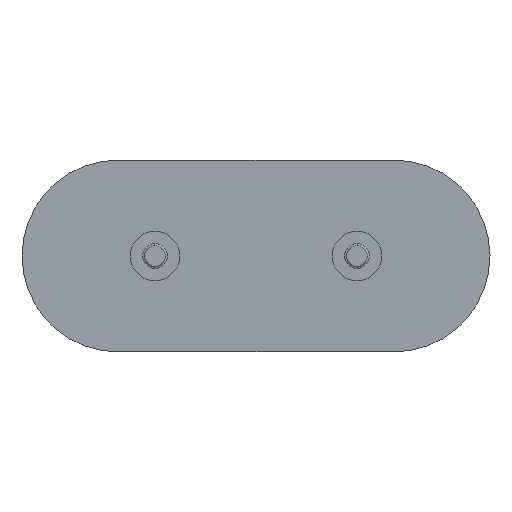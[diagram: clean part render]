
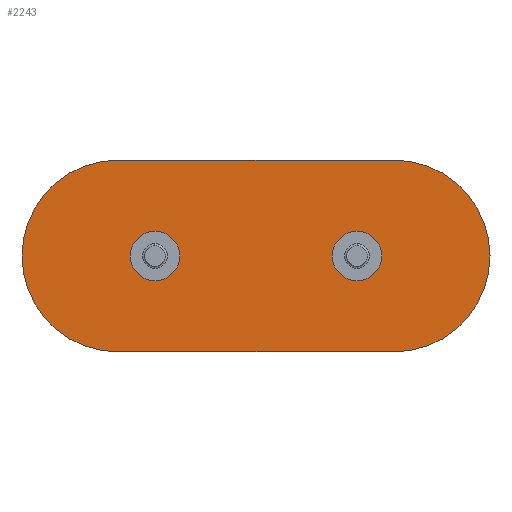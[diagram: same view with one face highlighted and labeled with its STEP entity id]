
A CAD part, front view. The second image highlights one B-rep face of the part: STEP entity #2243.
In plain terms, the highlighted planar face has unit normal (0, -1, 0).
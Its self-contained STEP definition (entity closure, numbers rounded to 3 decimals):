
#46 = ORIENTED_EDGE ( 'NONE', *, *, #1782, .F. ) ;
#224 = DIRECTION ( 'NONE',  ( 0., 0., -1. ) ) ;
#335 = CARTESIAN_POINT ( 'NONE',  ( 2.45, 0., 0.6 ) ) ;
#403 = DIRECTION ( 'NONE',  ( 0., -1., 0. ) ) ;
#558 = DIRECTION ( 'NONE',  ( 0., 0., -1. ) ) ;
#641 = EDGE_CURVE ( 'NONE', #5151, #3091, #7411, .T. ) ;
#755 = FACE_OUTER_BOUND ( 'NONE', #1786, .T. ) ;
#1048 = CARTESIAN_POINT ( 'NONE',  ( 3.35, 0., -2.325 ) ) ;
#1051 = CARTESIAN_POINT ( 'NONE',  ( -3.35, 0., 0. ) ) ;
#1296 = CIRCLE ( 'NONE', #2082, 2.325 ) ;
#1528 = CARTESIAN_POINT ( 'NONE',  ( -2.45, 0., 0. ) ) ;
#1535 = CARTESIAN_POINT ( 'NONE',  ( -3.35, 0., 0. ) ) ;
#1684 = CARTESIAN_POINT ( 'NONE',  ( 2.45, 0., 0. ) ) ;
#1710 = VERTEX_POINT ( 'NONE', #1048 ) ;
#1782 = EDGE_CURVE ( 'NONE', #7200, #4872, #2432, .T. ) ;
#1786 = EDGE_LOOP ( 'NONE', ( #46, #2328, #2118, #9278 ) ) ;
#2082 = AXIS2_PLACEMENT_3D ( 'NONE', #2092, #8813, #5099 ) ;
#2092 = CARTESIAN_POINT ( 'NONE',  ( 3.35, 0., 0. ) ) ;
#2118 = ORIENTED_EDGE ( 'NONE', *, *, #7867, .F. ) ;
#2191 = LINE ( 'NONE', #7410, #8561 ) ;
#2243 = ADVANCED_FACE ( 'NONE', ( #8038, #5820, #755 ), #8245, .T. ) ;
#2327 = DIRECTION ( 'NONE',  ( 1., 0., 0. ) ) ;
#2328 = ORIENTED_EDGE ( 'NONE', *, *, #3649, .F. ) ;
#2432 = CIRCLE ( 'NONE', #4757, 2.325 ) ;
#2621 = CARTESIAN_POINT ( 'NONE',  ( -3.35, 0., 2.325 ) ) ;
#2740 = CARTESIAN_POINT ( 'NONE',  ( -3.35, 0., -2.325 ) ) ;
#2819 = EDGE_CURVE ( 'NONE', #7599, #5959, #8989, .T. ) ;
#2940 = AXIS2_PLACEMENT_3D ( 'NONE', #1528, #9140, #6687 ) ;
#3091 = VERTEX_POINT ( 'NONE', #3986 ) ;
#3130 = CARTESIAN_POINT ( 'NONE',  ( -2.45, 0., -0.6 ) ) ;
#3325 = CARTESIAN_POINT ( 'NONE',  ( 3.35, 0., 2.325 ) ) ;
#3649 = EDGE_CURVE ( 'NONE', #1710, #7200, #2191, .T. ) ;
#3820 = VERTEX_POINT ( 'NONE', #3325 ) ;
#3986 = CARTESIAN_POINT ( 'NONE',  ( 2.45, 0., -0.6 ) ) ;
#4060 = DIRECTION ( 'NONE',  ( 0., 1., 0. ) ) ;
#4223 = AXIS2_PLACEMENT_3D ( 'NONE', #7780, #4741, #7728 ) ;
#4515 = DIRECTION ( 'NONE',  ( 0., -1., 0. ) ) ;
#4517 = LINE ( 'NONE', #5434, #8010 ) ;
#4741 = DIRECTION ( 'NONE',  ( 0., -1., 0. ) ) ;
#4757 = AXIS2_PLACEMENT_3D ( 'NONE', #1051, #4060, #7876 ) ;
#4872 = VERTEX_POINT ( 'NONE', #2621 ) ;
#5065 = AXIS2_PLACEMENT_3D ( 'NONE', #1535, #4515, #558 ) ;
#5092 = EDGE_LOOP ( 'NONE', ( #9641, #6056 ) ) ;
#5099 = DIRECTION ( 'NONE',  ( 0., 0., 1. ) ) ;
#5151 = VERTEX_POINT ( 'NONE', #335 ) ;
#5370 = DIRECTION ( 'NONE',  ( 0., 0., -1. ) ) ;
#5376 = AXIS2_PLACEMENT_3D ( 'NONE', #7075, #403, #5370 ) ;
#5434 = CARTESIAN_POINT ( 'NONE',  ( -3.35, 0., 2.325 ) ) ;
#5591 = EDGE_CURVE ( 'NONE', #5959, #7599, #8455, .T. ) ;
#5820 = FACE_BOUND ( 'NONE', #5092, .T. ) ;
#5959 = VERTEX_POINT ( 'NONE', #3130 ) ;
#6056 = ORIENTED_EDGE ( 'NONE', *, *, #2819, .F. ) ;
#6390 = CIRCLE ( 'NONE', #8317, 0.6 ) ;
#6687 = DIRECTION ( 'NONE',  ( 0., 0., -1. ) ) ;
#6711 = DIRECTION ( 'NONE',  ( -1., 0., 0. ) ) ;
#6886 = ORIENTED_EDGE ( 'NONE', *, *, #641, .F. ) ;
#6915 = ORIENTED_EDGE ( 'NONE', *, *, #6919, .F. ) ;
#6919 = EDGE_CURVE ( 'NONE', #3091, #5151, #6390, .T. ) ;
#7075 = CARTESIAN_POINT ( 'NONE',  ( 2.45, 0., 0. ) ) ;
#7200 = VERTEX_POINT ( 'NONE', #2740 ) ;
#7410 = CARTESIAN_POINT ( 'NONE',  ( -3.35, 0., -2.325 ) ) ;
#7411 = CIRCLE ( 'NONE', #5376, 0.6 ) ;
#7499 = DIRECTION ( 'NONE',  ( 0., -1., 0. ) ) ;
#7599 = VERTEX_POINT ( 'NONE', #8507 ) ;
#7728 = DIRECTION ( 'NONE',  ( 0., 0., -1. ) ) ;
#7780 = CARTESIAN_POINT ( 'NONE',  ( -2.45, 0., 0. ) ) ;
#7867 = EDGE_CURVE ( 'NONE', #3820, #1710, #1296, .T. ) ;
#7876 = DIRECTION ( 'NONE',  ( 0., 0., -1. ) ) ;
#8010 = VECTOR ( 'NONE', #2327, 1000. ) ;
#8038 = FACE_BOUND ( 'NONE', #8436, .T. ) ;
#8245 = PLANE ( 'NONE',  #5065 ) ;
#8317 = AXIS2_PLACEMENT_3D ( 'NONE', #1684, #7499, #224 ) ;
#8436 = EDGE_LOOP ( 'NONE', ( #6915, #6886 ) ) ;
#8455 = CIRCLE ( 'NONE', #4223, 0.6 ) ;
#8482 = EDGE_CURVE ( 'NONE', #4872, #3820, #4517, .T. ) ;
#8507 = CARTESIAN_POINT ( 'NONE',  ( -2.45, 0., 0.6 ) ) ;
#8561 = VECTOR ( 'NONE', #6711, 1000. ) ;
#8813 = DIRECTION ( 'NONE',  ( 0., 1., 0. ) ) ;
#8989 = CIRCLE ( 'NONE', #2940, 0.6 ) ;
#9140 = DIRECTION ( 'NONE',  ( 0., -1., 0. ) ) ;
#9278 = ORIENTED_EDGE ( 'NONE', *, *, #8482, .F. ) ;
#9641 = ORIENTED_EDGE ( 'NONE', *, *, #5591, .F. ) ;
